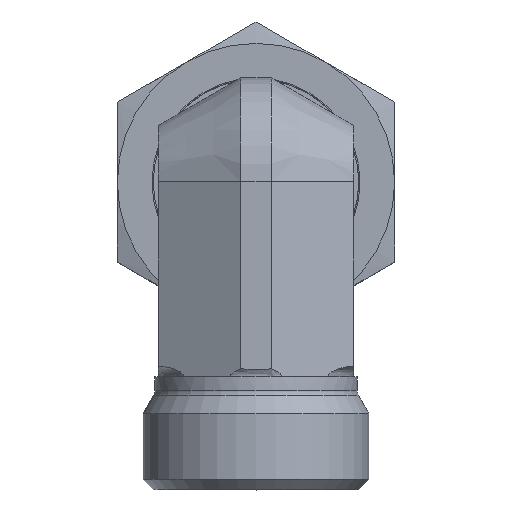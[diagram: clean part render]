
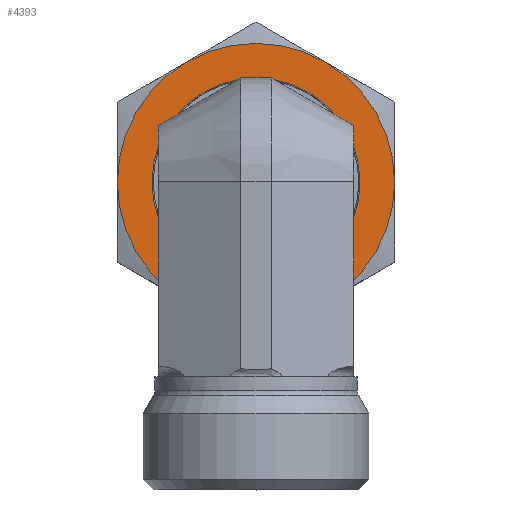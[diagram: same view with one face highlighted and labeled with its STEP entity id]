
A CAD part, top view. The second image highlights one B-rep face of the part: STEP entity #4393.
In plain terms, the highlighted planar face has unit normal (0, 0, 1).
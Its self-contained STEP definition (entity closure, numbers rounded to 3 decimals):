
#3797=CARTESIAN_POINT('',(13.5,0.,16.5));
#3798=VERTEX_POINT('',#3797);
#3851=CARTESIAN_POINT('',(6.75,11.691,16.5));
#3852=VERTEX_POINT('',#3851);
#3898=CARTESIAN_POINT('',(-6.75,11.691,16.5));
#3899=VERTEX_POINT('',#3898);
#3945=CARTESIAN_POINT('',(-13.5,0.,16.5));
#3946=VERTEX_POINT('',#3945);
#4008=CARTESIAN_POINT('',(-6.75,-11.691,16.5));
#4009=VERTEX_POINT('',#4008);
#4059=CARTESIAN_POINT('',(6.75,-11.691,16.5));
#4060=VERTEX_POINT('',#4059);
#4250=CARTESIAN_POINT('',(0.,0.,16.5));
#4251=DIRECTION('',(0.0,0.0,1.0));
#4252=DIRECTION('',(-1.0,0.0,0.0));
#4253=AXIS2_PLACEMENT_3D('',#4250,#4251,#4252);
#4254=CIRCLE('',#4253,13.5);
#4255=EDGE_CURVE('',#4009,#4060,#4254,.T.);
#4267=CARTESIAN_POINT('',(0.,0.,16.5));
#4268=DIRECTION('',(0.0,0.0,1.0));
#4269=DIRECTION('',(-1.0,0.0,0.0));
#4270=AXIS2_PLACEMENT_3D('',#4267,#4268,#4269);
#4271=CIRCLE('',#4270,13.5);
#4272=EDGE_CURVE('',#3946,#4009,#4271,.T.);
#4283=CARTESIAN_POINT('',(0.,0.,16.5));
#4284=DIRECTION('',(0.0,0.0,1.0));
#4285=DIRECTION('',(-1.0,0.0,0.0));
#4286=AXIS2_PLACEMENT_3D('',#4283,#4284,#4285);
#4287=CIRCLE('',#4286,13.5);
#4288=EDGE_CURVE('',#3899,#3946,#4287,.T.);
#4300=CARTESIAN_POINT('',(0.,0.,16.5));
#4301=DIRECTION('',(0.0,0.0,1.0));
#4302=DIRECTION('',(-1.0,0.0,0.0));
#4303=AXIS2_PLACEMENT_3D('',#4300,#4301,#4302);
#4304=CIRCLE('',#4303,13.5);
#4305=EDGE_CURVE('',#3852,#3899,#4304,.T.);
#4317=CARTESIAN_POINT('',(0.,0.,16.5));
#4318=DIRECTION('',(0.0,0.0,1.0));
#4319=DIRECTION('',(-1.0,0.0,0.0));
#4320=AXIS2_PLACEMENT_3D('',#4317,#4318,#4319);
#4321=CIRCLE('',#4320,13.5);
#4322=EDGE_CURVE('',#3798,#3852,#4321,.T.);
#4334=CARTESIAN_POINT('',(0.,0.,16.5));
#4335=DIRECTION('',(0.0,0.0,1.0));
#4336=DIRECTION('',(-1.0,0.0,0.0));
#4337=AXIS2_PLACEMENT_3D('',#4334,#4335,#4336);
#4338=CIRCLE('',#4337,13.5);
#4339=EDGE_CURVE('',#4060,#3798,#4338,.T.);
#4365=CARTESIAN_POINT('',(10.125,0.0,16.5));
#4366=VERTEX_POINT('',#4365);
#4367=CARTESIAN_POINT('',(0.0,0.0,16.5));
#4368=DIRECTION('',(0.0,0.0,-1.0));
#4369=DIRECTION('',(1.0,0.0,0.0));
#4370=AXIS2_PLACEMENT_3D('',#4367,#4368,#4369);
#4371=CIRCLE('',#4370,10.125);
#4372=EDGE_CURVE('',#4366,#4366,#4371,.T.);
#4377=CARTESIAN_POINT('',(0.,0.,16.5));
#4378=DIRECTION('',(0.0,0.0,1.0));
#4379=DIRECTION('',(1.0,0.0,0.0));
#4380=AXIS2_PLACEMENT_3D('',#4377,#4378,#4379);
#4381=PLANE('',#4380);
#4382=ORIENTED_EDGE('',*,*,#4339,.T.);
#4383=ORIENTED_EDGE('',*,*,#4322,.T.);
#4384=ORIENTED_EDGE('',*,*,#4305,.T.);
#4385=ORIENTED_EDGE('',*,*,#4288,.T.);
#4386=ORIENTED_EDGE('',*,*,#4272,.T.);
#4387=ORIENTED_EDGE('',*,*,#4255,.T.);
#4388=EDGE_LOOP('',(#4382,#4383,#4384,#4385,#4386,#4387));
#4389=FACE_OUTER_BOUND('',#4388,.T.);
#4390=ORIENTED_EDGE('',*,*,#4372,.T.);
#4391=EDGE_LOOP('',(#4390));
#4392=FACE_BOUND('',#4391,.T.);
#4393=ADVANCED_FACE('',(#4389,#4392),#4381,.T.);
